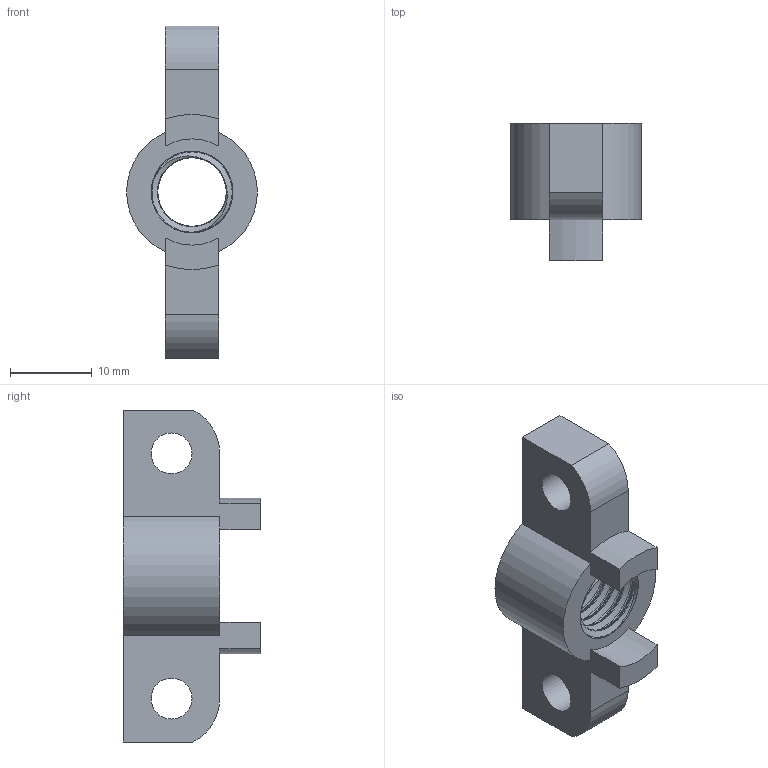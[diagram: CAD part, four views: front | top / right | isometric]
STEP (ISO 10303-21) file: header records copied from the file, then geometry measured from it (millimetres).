
FILE_DESCRIPTION(/* description */ (''),/* implementation_level */ '2;1');
FILE_NAME(/* name */ 'piece metabo.stp',/* time_stamp */ '2023-04-25T17:55:06+02:00',/* author */ ('liegu'),/* organization */ (''),/* preprocessor_version */ 'ST-DEVELOPER v19',/* originating_system */ 'Autodesk Inventor 2023',/* authorisation */ '');
FILE_SCHEMA (('AUTOMOTIVE_DESIGN { 1 0 10303 214 3 1 1 }'));
Length unit declared in the file: millimetre
Products named in the file (1): OutputFile
Bounding box: 16 x 16.8 x 40.62 mm (x, y, z)
Volume: 3375.7 mm3; surface area: 3279.7 mm2
Topology: 2 solids, 2 shells, 49 faces, 135 edges, 90 vertices
Faces by surface type: cylinder 29, plane 14, bspline 6
Full cylindrical faces by diameter (mm): 5 x2, 8.376 x7, 10 x8
Entity records: 5161 total; most frequent: CARTESIAN_POINT 3946, ORIENTED_EDGE 270, DIRECTION 199, EDGE_CURVE 135, VERTEX_POINT 90, AXIS2_PLACEMENT_3D 71, LINE 57, VECTOR 57
